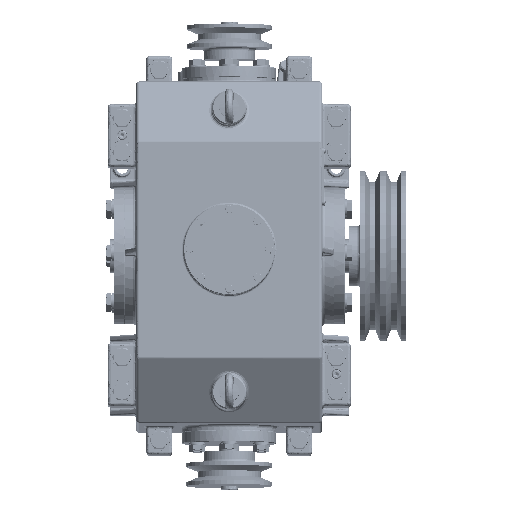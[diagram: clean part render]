
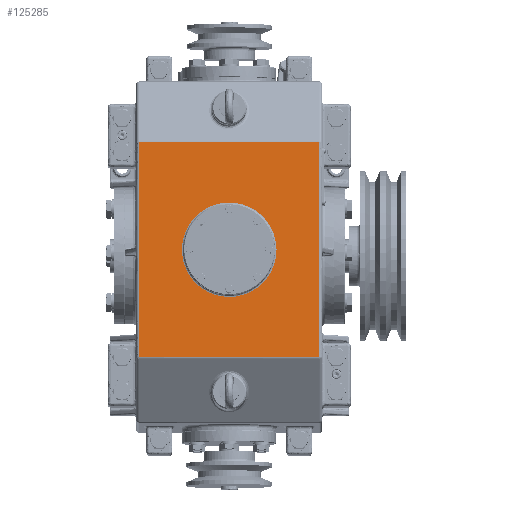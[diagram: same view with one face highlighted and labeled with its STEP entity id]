
A CAD part, left-side view. The second image highlights one B-rep face of the part: STEP entity #125285.
In plain terms, the highlighted free-form (B-spline) face has degree [1, 1] with [2, 2] control points.
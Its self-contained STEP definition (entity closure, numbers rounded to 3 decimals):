
#121754 = VERTEX_POINT('',#121755);
#121755 = CARTESIAN_POINT('',(-196.196,147.56,
    -165.448));
#121761 = EDGE_CURVE('',#121754,#121762,#121764,.T.);
#121762 = VERTEX_POINT('',#121763);
#121763 = CARTESIAN_POINT('',(-176.805,147.56,
    186.027));
#121764 = B_SPLINE_CURVE_WITH_KNOTS('',1,(#121765,#121766),
  .UNSPECIFIED.,.F.,.F.,(2,2),(-38.458,338.458),
  .PIECEWISE_BEZIER_KNOTS.);
#121765 = CARTESIAN_POINT('',(-196.196,147.56,
    -165.448));
#121766 = CARTESIAN_POINT('',(-176.805,147.56,
    186.027));
#122868 = VERTEX_POINT('',#122869);
#122869 = CARTESIAN_POINT('',(-176.805,-147.56,
    186.027));
#122875 = EDGE_CURVE('',#122868,#122876,#122878,.T.);
#122876 = VERTEX_POINT('',#122877);
#122877 = CARTESIAN_POINT('',(-196.196,-147.56,
    -165.448));
#122878 = B_SPLINE_CURVE_WITH_KNOTS('',1,(#122879,#122880),
  .UNSPECIFIED.,.F.,.F.,(2,2),(-38.458,338.458),
  .PIECEWISE_BEZIER_KNOTS.);
#122879 = CARTESIAN_POINT('',(-176.805,-147.56,
    186.027));
#122880 = CARTESIAN_POINT('',(-196.196,-147.56,
    -165.448));
#125238 = VERTEX_POINT('',#125239);
#125239 = CARTESIAN_POINT('',(-186.501,-77.516,
    10.29));
#125245 = EDGE_CURVE('',#125238,#125238,#125246,.T.);
#125246 = ( BOUNDED_CURVE() B_SPLINE_CURVE(2,(#125247,#125248,#125249,
    #125250,#125251,#125252,#125253),.UNSPECIFIED.,.T.,.F.) 
B_SPLINE_CURVE_WITH_KNOTS((3,2,2,3),(3.142,5.236,
7.33,9.425),.PIECEWISE_BEZIER_KNOTS.) CURVE() 
GEOMETRIC_REPRESENTATION_ITEM() RATIONAL_B_SPLINE_CURVE((1.,0.5,1.,0.5,
1.,0.5,1.)) REPRESENTATION_ITEM('') );
#125247 = CARTESIAN_POINT('',(-186.501,-77.516,
    10.29));
#125248 = CARTESIAN_POINT('',(-179.105,-77.516,
    144.347));
#125249 = CARTESIAN_POINT('',(-182.803,38.758,
    77.318));
#125250 = CARTESIAN_POINT('',(-186.501,155.031,
    10.29));
#125251 = CARTESIAN_POINT('',(-190.199,38.758,
    -56.739));
#125252 = CARTESIAN_POINT('',(-193.897,-77.516,
    -123.767));
#125253 = CARTESIAN_POINT('',(-186.501,-77.516,
    10.29));
#125285 = ADVANCED_FACE('',(#125286,#125300),#125303,.F.);
#125286 = FACE_BOUND('',#125287,.T.);
#125287 = EDGE_LOOP('',(#125288,#125293,#125294,#125299));
#125288 = ORIENTED_EDGE('',*,*,#125289,.F.);
#125289 = EDGE_CURVE('',#121762,#122868,#125290,.T.);
#125290 = B_SPLINE_CURVE_WITH_KNOTS('',1,(#125291,#125292),
  .UNSPECIFIED.,.F.,.F.,(2,2),(-239.5,76.5),.PIECEWISE_BEZIER_KNOTS.);
#125291 = CARTESIAN_POINT('',(-176.805,147.56,
    186.027));
#125292 = CARTESIAN_POINT('',(-176.805,-147.56,
    186.027));
#125293 = ORIENTED_EDGE('',*,*,#121761,.F.);
#125294 = ORIENTED_EDGE('',*,*,#125295,.F.);
#125295 = EDGE_CURVE('',#122876,#121754,#125296,.T.);
#125296 = B_SPLINE_CURVE_WITH_KNOTS('',1,(#125297,#125298),
  .UNSPECIFIED.,.F.,.F.,(2,2),(-76.5,239.5),.PIECEWISE_BEZIER_KNOTS.);
#125297 = CARTESIAN_POINT('',(-196.196,-147.56,
    -165.448));
#125298 = CARTESIAN_POINT('',(-196.196,147.56,
    -165.448));
#125299 = ORIENTED_EDGE('',*,*,#122875,.F.);
#125300 = FACE_BOUND('',#125301,.T.);
#125301 = EDGE_LOOP('',(#125302));
#125302 = ORIENTED_EDGE('',*,*,#125245,.F.);
#125303 = B_SPLINE_SURFACE_WITH_KNOTS('',1,1,(
    (#125304,#125305)
    ,(#125306,#125307
    )),.UNSPECIFIED.,.F.,.F.,.F.,(2,2),(2,2),(-158.,158.),(
    -188.458,188.458),.PIECEWISE_BEZIER_KNOTS.);
#125304 = CARTESIAN_POINT('',(-196.196,-147.56,
    -165.448));
#125305 = CARTESIAN_POINT('',(-176.805,-147.56,
    186.027));
#125306 = CARTESIAN_POINT('',(-196.196,147.56,
    -165.448));
#125307 = CARTESIAN_POINT('',(-176.805,147.56,
    186.027));
